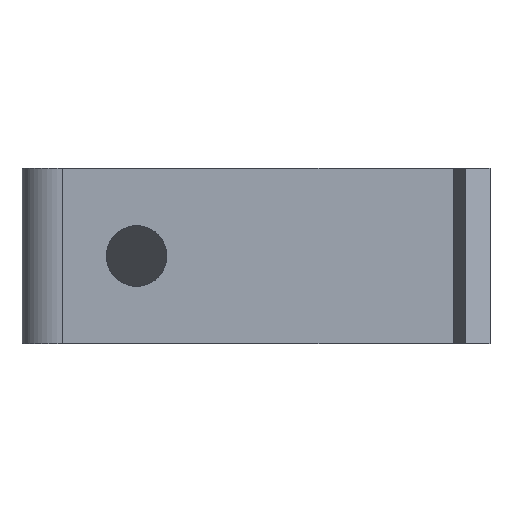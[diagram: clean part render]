
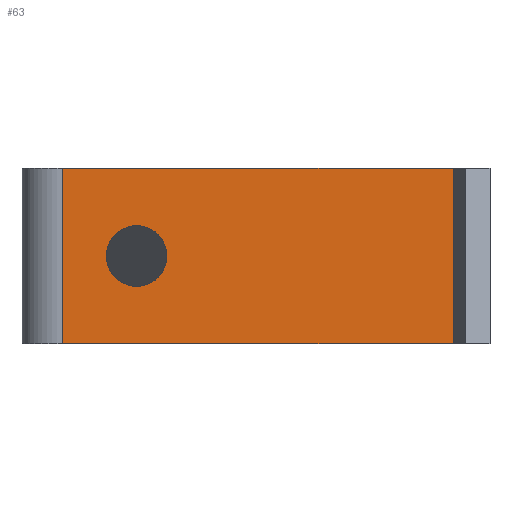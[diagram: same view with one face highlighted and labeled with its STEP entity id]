
A CAD part, left-side view. The second image highlights one B-rep face of the part: STEP entity #63.
In plain terms, the highlighted planar face has unit normal (-1, 0, 0).
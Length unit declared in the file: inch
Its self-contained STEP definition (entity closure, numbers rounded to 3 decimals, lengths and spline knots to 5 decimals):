
#63=ADVANCED_FACE('',(#148,#149),#150,.T.);
#148=FACE_BOUND('',#274,.T.);
#149=FACE_OUTER_BOUND('',#275,.T.);
#150=PLANE('',#276);
#274=EDGE_LOOP('',(#501,#502,#503,#504));
#275=EDGE_LOOP('',(#505,#506,#507,#508));
#276=AXIS2_PLACEMENT_3D('',#509,#510,#511);
#501=ORIENTED_EDGE('',*,*,#753,.T.);
#502=ORIENTED_EDGE('',*,*,#754,.T.);
#503=ORIENTED_EDGE('',*,*,#755,.T.);
#504=ORIENTED_EDGE('',*,*,#756,.T.);
#505=ORIENTED_EDGE('',*,*,#757,.T.);
#506=ORIENTED_EDGE('',*,*,#746,.F.);
#507=ORIENTED_EDGE('',*,*,#758,.T.);
#508=ORIENTED_EDGE('',*,*,#759,.T.);
#509=CARTESIAN_POINT('',(-0.10735,2.15298,0.0));
#510=DIRECTION('',(-1.0,0.0,0.0));
#511=DIRECTION('',(0.0,-1.0,0.0));
#746=EDGE_CURVE('',#874,#869,#876,.T.);
#753=EDGE_CURVE('',#887,#888,#889,.T.);
#754=EDGE_CURVE('',#888,#890,#891,.T.);
#755=EDGE_CURVE('',#890,#892,#893,.T.);
#756=EDGE_CURVE('',#892,#887,#894,.T.);
#757=EDGE_CURVE('',#895,#869,#896,.T.);
#758=EDGE_CURVE('',#874,#897,#898,.T.);
#759=EDGE_CURVE('',#897,#895,#899,.T.);
#869=VERTEX_POINT('',#1053);
#874=VERTEX_POINT('',#1062);
#876=LINE('',#1067,#1068);
#887=VERTEX_POINT('',#1087);
#888=VERTEX_POINT('',#1088);
#889=B_SPLINE_CURVE_WITH_KNOTS('',3,(#1089,#1090,#1091,#1092),.UNSPECIFIED.,.F.,.F.,(4,4),(0.0,1.0),.UNSPECIFIED.);
#890=VERTEX_POINT('',#1093);
#891=B_SPLINE_CURVE_WITH_KNOTS('',3,(#1094,#1095,#1096,#1097),.UNSPECIFIED.,.F.,.F.,(4,4),(0.0,1.0),.UNSPECIFIED.);
#892=VERTEX_POINT('',#1098);
#893=B_SPLINE_CURVE_WITH_KNOTS('',3,(#1099,#1100,#1101,#1102),.UNSPECIFIED.,.F.,.F.,(4,4),(0.0,1.0),.UNSPECIFIED.);
#894=B_SPLINE_CURVE_WITH_KNOTS('',3,(#1103,#1104,#1105,#1106),.UNSPECIFIED.,.F.,.F.,(4,4),(0.0,1.0),.UNSPECIFIED.);
#895=VERTEX_POINT('',#1107);
#896=LINE('',#1108,#1109);
#897=VERTEX_POINT('',#1110);
#898=LINE('',#1111,#1112);
#899=LINE('',#1113,#1114);
#1053=CARTESIAN_POINT('',(-0.10735,3.96555,1.625));
#1062=CARTESIAN_POINT('',(-0.10735,3.96555,0.0));
#1067=CARTESIAN_POINT('',(-0.10735,3.96555,0.0));
#1068=VECTOR('',#1385,1.0);
#1087=CARTESIAN_POINT('',(-0.10735,3.27807,0.53125));
#1088=CARTESIAN_POINT('',(-0.10735,3.55932,0.8125));
#1089=CARTESIAN_POINT('',(-0.10735,3.27807,0.53125));
#1090=CARTESIAN_POINT('',(-0.10735,3.4334,0.53125));
#1091=CARTESIAN_POINT('',(-0.10735,3.55932,0.65717));
#1092=CARTESIAN_POINT('',(-0.10735,3.55932,0.8125));
#1093=CARTESIAN_POINT('',(-0.10735,3.27807,1.09375));
#1094=CARTESIAN_POINT('',(-0.10735,3.55932,0.8125));
#1095=CARTESIAN_POINT('',(-0.10735,3.55932,0.96783));
#1096=CARTESIAN_POINT('',(-0.10735,3.4334,1.09375));
#1097=CARTESIAN_POINT('',(-0.10735,3.27807,1.09375));
#1098=CARTESIAN_POINT('',(-0.10735,2.99682,0.8125));
#1099=CARTESIAN_POINT('',(-0.10735,3.27807,1.09375));
#1100=CARTESIAN_POINT('',(-0.10735,3.12274,1.09375));
#1101=CARTESIAN_POINT('',(-0.10735,2.99682,0.96783));
#1102=CARTESIAN_POINT('',(-0.10735,2.99682,0.8125));
#1103=CARTESIAN_POINT('',(-0.10735,2.99682,0.8125));
#1104=CARTESIAN_POINT('',(-0.10735,2.99682,0.65717));
#1105=CARTESIAN_POINT('',(-0.10735,3.12274,0.53125));
#1106=CARTESIAN_POINT('',(-0.10735,3.27807,0.53125));
#1107=CARTESIAN_POINT('',(-0.10735,0.3404,1.625));
#1108=CARTESIAN_POINT('',(-0.10735,3.96555,1.625));
#1109=VECTOR('',#1388,1.0);
#1110=CARTESIAN_POINT('',(-0.10735,0.3404,0.0));
#1111=CARTESIAN_POINT('',(-0.10735,3.96555,0.0));
#1112=VECTOR('',#1389,1.0);
#1113=CARTESIAN_POINT('',(-0.10735,0.3404,0.0));
#1114=VECTOR('',#1390,1.0);
#1385=DIRECTION('',(0.0,0.0,1.0));
#1388=DIRECTION('',(0.0,1.0,0.0));
#1389=DIRECTION('',(0.0,-1.0,0.0));
#1390=DIRECTION('',(0.0,0.0,1.0));
